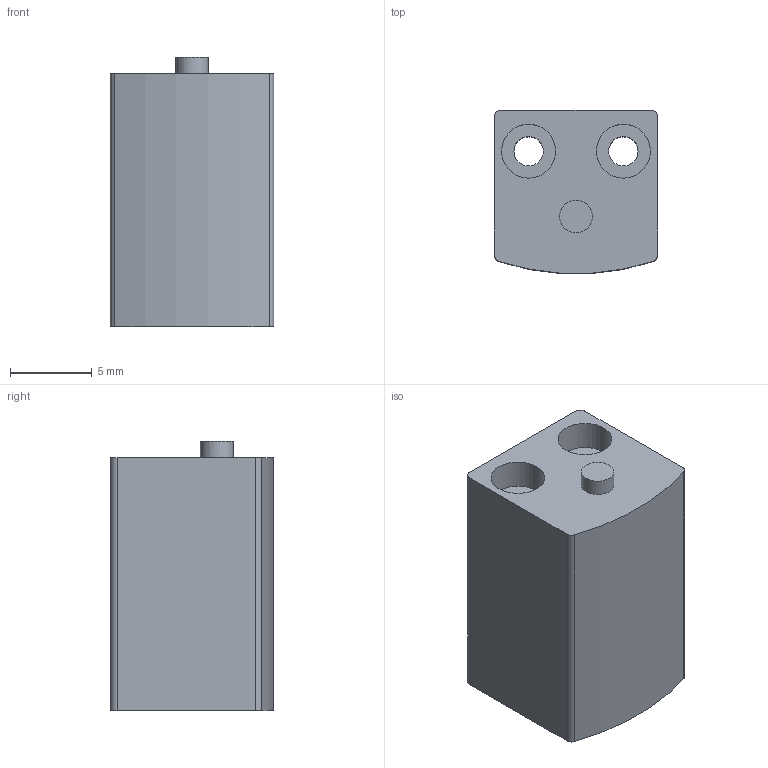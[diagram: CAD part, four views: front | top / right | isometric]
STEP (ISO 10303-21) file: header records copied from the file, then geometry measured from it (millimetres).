
FILE_DESCRIPTION(/* description */ ('STEP AP214'),/* implementation_level */ '2;1');
FILE_NAME(/* name */ '526898_ADVC-4-5-P',/* time_stamp */ '2024-08-01T21:31:02+02:00',/* author */ ('License CC BY-ND 4.0'),/* organization */ ('CADENAS'),/* preprocessor_version */ 'ST-DEVELOPER v19.3',/* originating_system */ 'PARTsolutions',/* authorisation */ ' ');
FILE_SCHEMA (('AUTOMOTIVE_DESIGN {1 0 10303 214 3 1 1}'));
Length unit declared in the file: millimetre
Products named in the file (3): 526898 ADVC-4-5-P---(asm_0); 526898 ADVC-4-5-P---(ZR); 526898 ADVC-4-5-P---(K)
Assembly tree (2 placements, depth 2):
  526898 ADVC-4-5-P---(asm_0)
    526898 ADVC-4-5-P---(ZR)
    526898 ADVC-4-5-P---(K)
Bounding box: 10 x 9.97 x 16.5 mm (x, y, z)
Volume: 1323 mm3; surface area: 1215.1 mm2
Topology: 2 solids, 2 shells, 31 faces, 58 edges, 38 vertices
Faces by surface type: cylinder 15, plane 14, cone 2
Full cylindrical faces by diameter (mm): 1.8 x2, 2 x2, 2.459 x2, 3.3 x2, 4 x2
Entity records: 811 total; most frequent: DIRECTION 146, CARTESIAN_POINT 118, ORIENTED_EDGE 92, AXIS2_PLACEMENT_3D 66, EDGE_LOOP 54, FACE_BOUND 54, EDGE_CURVE 46, VERTEX_POINT 38
